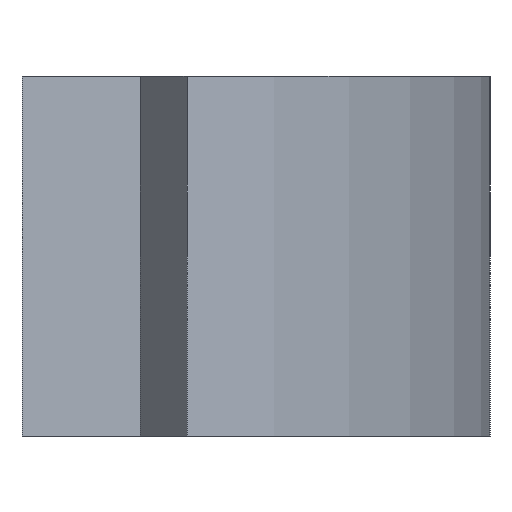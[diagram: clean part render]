
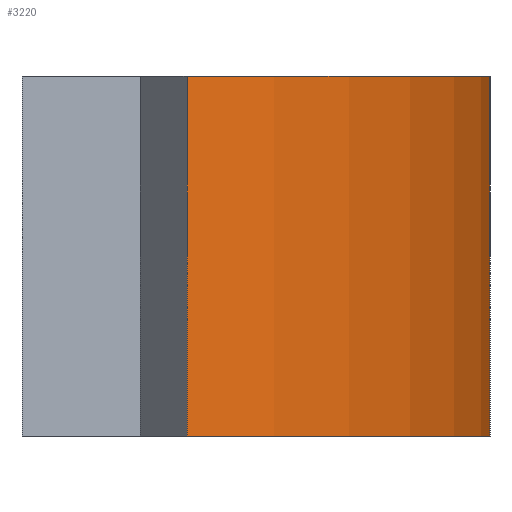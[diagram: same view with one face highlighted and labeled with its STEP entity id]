
A CAD part, left-side view. The second image highlights one B-rep face of the part: STEP entity #3220.
In plain terms, the highlighted cylindrical face has radius 23 mm (diameter 46 mm), a partial arc.
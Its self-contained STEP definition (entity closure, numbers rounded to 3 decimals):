
#31=CYLINDRICAL_SURFACE('',#3427,23.);
#239=FACE_OUTER_BOUND('',#455,.T.);
#455=EDGE_LOOP('',(#2910,#2911,#2912,#2913));
#464=CIRCLE('',#3253,23.);
#481=CIRCLE('',#3271,23.);
#893=LINE('',#5016,#1303);
#901=LINE('',#5089,#1311);
#1303=VECTOR('',#4049,10.);
#1311=VECTOR('',#4187,23.);
#1325=VERTEX_POINT('',#4231);
#1326=VERTEX_POINT('',#4233);
#1473=VERTEX_POINT('',#4528);
#1474=VERTEX_POINT('',#4530);
#1621=EDGE_CURVE('',#1326,#1325,#464,.T.);
#1769=EDGE_CURVE('',#1474,#1473,#481,.T.);
#2043=EDGE_CURVE('',#1325,#1474,#893,.T.);
#2051=EDGE_CURVE('',#1473,#1326,#901,.T.);
#2910=ORIENTED_EDGE('',*,*,#1769,.T.);
#2911=ORIENTED_EDGE('',*,*,#2051,.T.);
#2912=ORIENTED_EDGE('',*,*,#1621,.T.);
#2913=ORIENTED_EDGE('',*,*,#2043,.T.);
#3220=ADVANCED_FACE('',(#239),#31,.T.);
#3253=AXIS2_PLACEMENT_3D('',#4234,#3447,#3448);
#3271=AXIS2_PLACEMENT_3D('',#4531,#3614,#3615);
#3427=AXIS2_PLACEMENT_3D('',#5093,#4193,#4194);
#3447=DIRECTION('center_axis',(0.,0.,-1.));
#3448=DIRECTION('ref_axis',(-0.828,-0.561,0.));
#3614=DIRECTION('center_axis',(0.,0.,1.));
#3615=DIRECTION('ref_axis',(-0.828,-0.561,0.));
#4049=DIRECTION('',(0.,0.,-1.));
#4187=DIRECTION('',(0.,0.,1.));
#4193=DIRECTION('center_axis',(0.,0.,1.));
#4194=DIRECTION('ref_axis',(-0.828,-0.561,0.));
#4231=CARTESIAN_POINT('',(0.,-5.502,12.));
#4233=CARTESIAN_POINT('',(19.04,-15.6,12.));
#4234=CARTESIAN_POINT('Origin',(19.04,7.4,12.));
#4528=CARTESIAN_POINT('',(19.04,-15.6,0.));
#4530=CARTESIAN_POINT('',(0.,-5.502,0.));
#4531=CARTESIAN_POINT('Origin',(19.04,7.4,0.));
#5016=CARTESIAN_POINT('',(0.,-5.502,0.));
#5089=CARTESIAN_POINT('',(19.04,-15.6,0.));
#5093=CARTESIAN_POINT('Origin',(19.04,7.4,0.));
